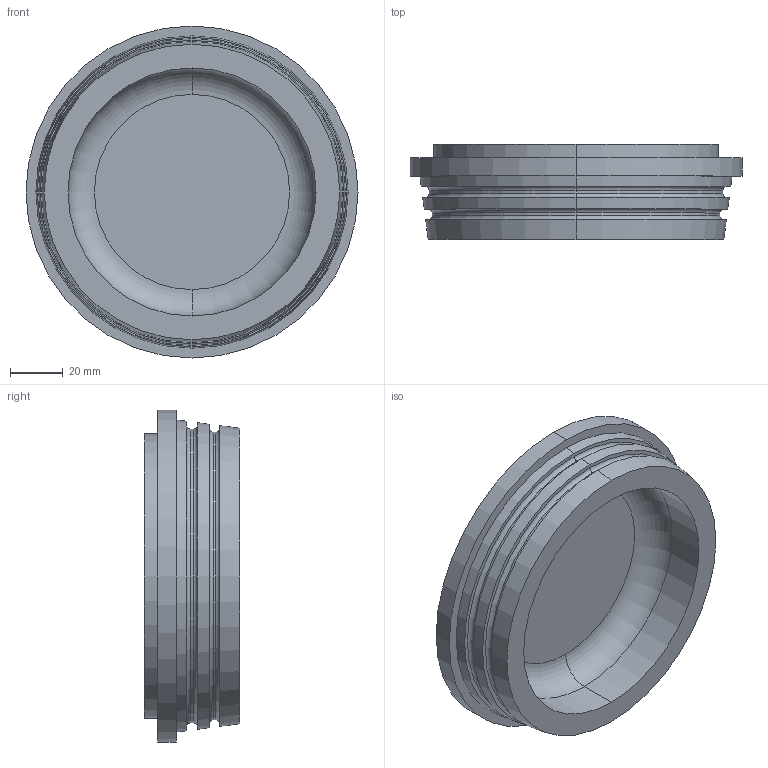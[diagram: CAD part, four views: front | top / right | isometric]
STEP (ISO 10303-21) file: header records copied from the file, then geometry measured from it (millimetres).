
FILE_DESCRIPTION (( 'STEP AP214' ), '1' );
FILE_NAME ('Tape_V3.STEP', '2025-08-26T14:57:48', ( '' ), ( '' ), 'SwSTEP 2.0', 'SolidWorks 2024', '' );
FILE_SCHEMA (( 'AUTOMOTIVE_DESIGN' ));
Length unit declared in the file: millimetre
Products named in the file (1): Tape_V3
Bounding box: 125.8 x 36 x 125.8 mm (x, y, z)
Volume: 211770.5 mm3; surface area: 45692.8 mm2
Topology: 1 solids, 1 shells, 35 faces, 68 edges, 42 vertices
Faces by surface type: torus 10, cylinder 10, plane 9, cone 6
Entity records: 937 total; most frequent: DIRECTION 192, CARTESIAN_POINT 146, ORIENTED_EDGE 136, AXIS2_PLACEMENT_3D 88, EDGE_CURVE 68, CIRCLE 52, VERTEX_POINT 42, EDGE_LOOP 42
